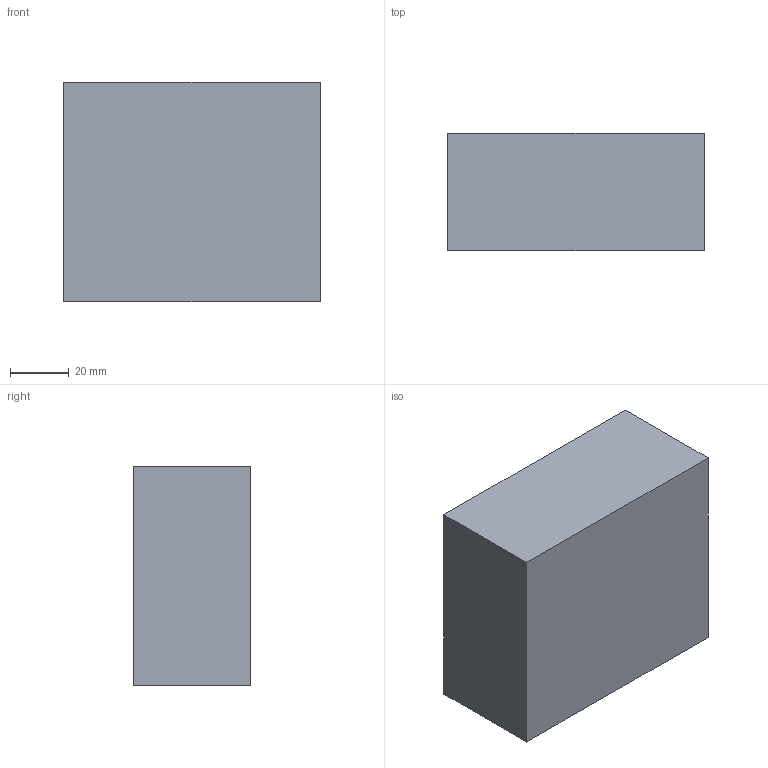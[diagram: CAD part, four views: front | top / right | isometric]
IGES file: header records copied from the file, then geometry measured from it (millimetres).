
Start section: SolidWorks IGES file using analytic representation for surfaces
Global section: file name: Mold2.IGS; native system: SolidWorks 2016; preprocessor: SolidWorks 2016; author: peterogsus; date: 180322.153120; units: millimetre
Bounding box: 87.5 x 40 x 75 mm (x, y, z)
Surface area: 32754.6 mm2 (no closed solid volume)
Topology: 0 solids, 0 shells, 91 faces, 1433 edges, 1432 vertices
Faces by surface type: bspline 53, revolution 38
